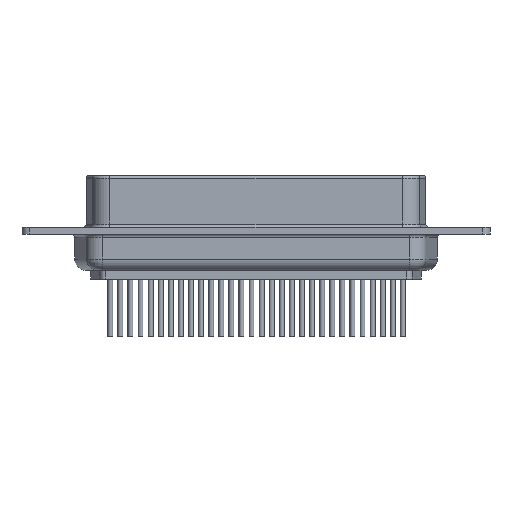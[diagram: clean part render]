
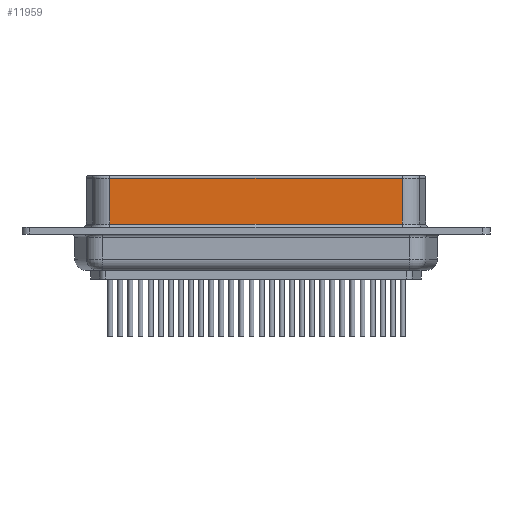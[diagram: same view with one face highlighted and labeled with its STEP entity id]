
A CAD part, front view. The second image highlights one B-rep face of the part: STEP entity #11959.
In plain terms, the highlighted planar face has unit normal (0, -1, 0).
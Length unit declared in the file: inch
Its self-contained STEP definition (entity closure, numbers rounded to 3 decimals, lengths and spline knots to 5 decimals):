
#282 = CARTESIAN_POINT ( 'NONE',  ( 1.69599, 0.0925, 0.015 ) ) ;
#1845 = DIRECTION ( 'NONE',  ( 0., 0., -1. ) ) ;
#3520 = VECTOR ( 'NONE', #14623, 39.37008 ) ;
#5361 = AXIS2_PLACEMENT_3D ( 'NONE', #14065, #18470, #27477 ) ;
#5629 = CARTESIAN_POINT ( 'NONE',  ( 0.39101, 0.0925, 0.23 ) ) ;
#5894 = EDGE_CURVE ( 'NONE', #10263, #23713, #6918, .T. ) ;
#5986 = ORIENTED_EDGE ( 'NONE', *, *, #8618, .F. ) ;
#6233 = ORIENTED_EDGE ( 'NONE', *, *, #13844, .T. ) ;
#6918 = LINE ( 'NONE', #282, #13021 ) ;
#7155 = ORIENTED_EDGE ( 'NONE', *, *, #16168, .T. ) ;
#8618 = EDGE_CURVE ( 'NONE', #20530, #23713, #19578, .T. ) ;
#8732 = DIRECTION ( 'NONE',  ( 1., 0., 0. ) ) ;
#9386 = ORIENTED_EDGE ( 'NONE', *, *, #5894, .T. ) ;
#10263 = VERTEX_POINT ( 'NONE', #21393 ) ;
#11704 = FACE_OUTER_BOUND ( 'NONE', #15379, .T. ) ;
#11959 = ADVANCED_FACE ( 'NONE', ( #11704 ), #20666, .F. ) ;
#12166 = CARTESIAN_POINT ( 'NONE',  ( 1.69599, 0.0925, 0.015 ) ) ;
#12292 = CARTESIAN_POINT ( 'NONE',  ( 1.69599, 0.0925, 0.22 ) ) ;
#13021 = VECTOR ( 'NONE', #8732, 39.37008 ) ;
#13844 = EDGE_CURVE ( 'NONE', #18792, #10263, #28022, .T. ) ;
#13925 = DIRECTION ( 'NONE',  ( -1., 0., 0. ) ) ;
#14065 = CARTESIAN_POINT ( 'NONE',  ( 1.69599, 0.0925, 0.23 ) ) ;
#14623 = DIRECTION ( 'NONE',  ( 0., 0., -1. ) ) ;
#15379 = EDGE_LOOP ( 'NONE', ( #6233, #9386, #5986, #7155 ) ) ;
#16168 = EDGE_CURVE ( 'NONE', #20530, #18792, #26796, .T. ) ;
#16432 = VECTOR ( 'NONE', #1845, 39.37008 ) ;
#18470 = DIRECTION ( 'NONE',  ( 0., 1., 0. ) ) ;
#18792 = VERTEX_POINT ( 'NONE', #24330 ) ;
#19578 = LINE ( 'NONE', #21925, #16432 ) ;
#20530 = VERTEX_POINT ( 'NONE', #12292 ) ;
#20666 = PLANE ( 'NONE',  #5361 ) ;
#21393 = CARTESIAN_POINT ( 'NONE',  ( 0.39101, 0.0925, 0.015 ) ) ;
#21925 = CARTESIAN_POINT ( 'NONE',  ( 1.69599, 0.0925, 0.23 ) ) ;
#22245 = VECTOR ( 'NONE', #13925, 39.37008 ) ;
#22608 = CARTESIAN_POINT ( 'NONE',  ( 1.69599, 0.0925, 0.22 ) ) ;
#23713 = VERTEX_POINT ( 'NONE', #12166 ) ;
#24330 = CARTESIAN_POINT ( 'NONE',  ( 0.39101, 0.0925, 0.22 ) ) ;
#26796 = LINE ( 'NONE', #22608, #22245 ) ;
#27477 = DIRECTION ( 'NONE',  ( -1., 0., 0. ) ) ;
#28022 = LINE ( 'NONE', #5629, #3520 ) ;
